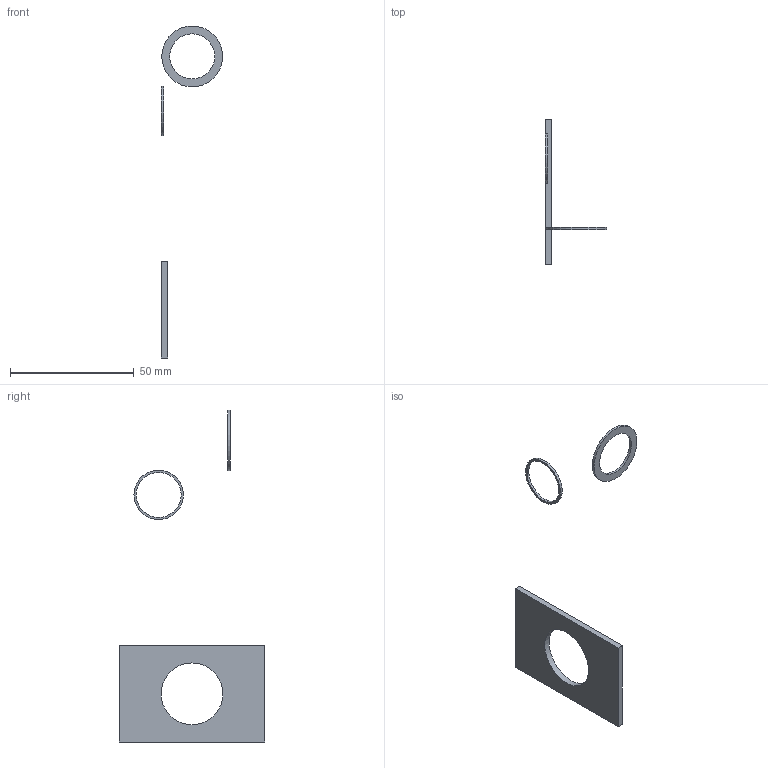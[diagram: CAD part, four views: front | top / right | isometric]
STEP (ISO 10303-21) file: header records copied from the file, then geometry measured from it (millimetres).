
FILE_DESCRIPTION(/* description */ (''),/* implementation_level */ '2;1');
FILE_NAME(/* name */ 'Kugelhalterung, Mittelstück.step',/* time_stamp */ '2018-06-02T17:12:42+02:00',/* author */ (''),/* organization */ (''),/* preprocessor_version */ 'ST-DEVELOPER v17',/* originating_system */ 'Autodesk Translation Framework v7.1.0.215',/* authorisation */ '');
FILE_SCHEMA (('AUTOMOTIVE_DESIGN { 1 0 10303 214 3 1 1 }'));
Length unit declared in the file: millimetre
Products named in the file (1): (Nicht gespeichert)
Bounding box: 24.8 x 59 x 134.35 mm (x, y, z)
Volume: 4792.9 mm3; surface area: 5096.6 mm2
Topology: 3 solids, 3 shells, 15 faces, 34 edges, 25 vertices
Faces by surface type: plane 10, cylinder 5
Full cylindrical faces by diameter (mm): 18.24 x2, 20 x1, 24.62 x1, 25 x1
Entity records: 484 total; most frequent: DIRECTION 83, CARTESIAN_POINT 75, ORIENTED_EDGE 68, EDGE_CURVE 34, AXIS2_PLACEMENT_3D 33, VERTEX_POINT 25, EDGE_LOOP 21, LINE 17
